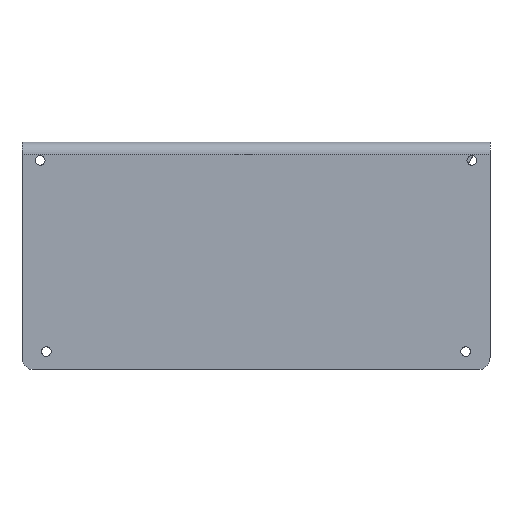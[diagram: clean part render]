
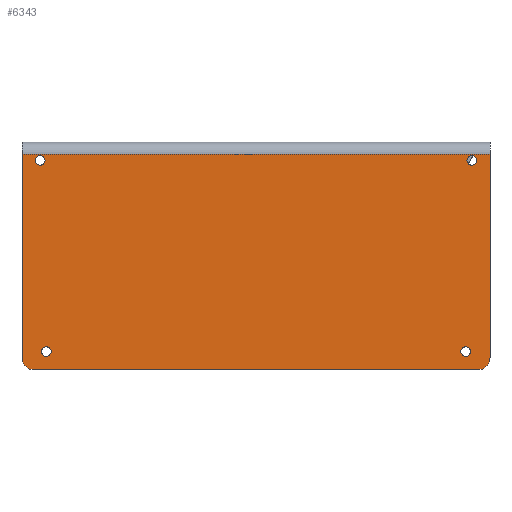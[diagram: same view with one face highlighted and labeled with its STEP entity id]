
A CAD part, front view. The second image highlights one B-rep face of the part: STEP entity #6343.
In plain terms, the highlighted planar face has unit normal (0, -1, 0).
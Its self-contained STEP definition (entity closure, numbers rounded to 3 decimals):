
#121=CIRCLE('',#6500,1.6);
#122=CIRCLE('',#6502,1.6);
#123=CIRCLE('',#6504,1.6);
#124=CIRCLE('',#6506,1.6);
#148=CIRCLE('',#6538,4.);
#150=CIRCLE('',#6543,4.);
#296=FACE_BOUND('',#1063,.T.);
#297=FACE_BOUND('',#1064,.T.);
#298=FACE_BOUND('',#1065,.T.);
#299=FACE_BOUND('',#1066,.T.);
#641=FACE_OUTER_BOUND('',#1062,.T.);
#1062=EDGE_LOOP('',(#5764,#5765,#5766,#5767,#5768,#5769));
#1063=EDGE_LOOP('',(#5770));
#1064=EDGE_LOOP('',(#5771));
#1065=EDGE_LOOP('',(#5772));
#1066=EDGE_LOOP('',(#5773));
#1426=LINE('',#10262,#2163);
#1494=LINE('',#10423,#2231);
#1498=LINE('',#10436,#2235);
#1504=LINE('',#10450,#2241);
#2163=VECTOR('',#7447,10.);
#2231=VECTOR('',#7553,10.);
#2235=VECTOR('',#7565,10.);
#2241=VECTOR('',#7581,10.);
#2861=VERTEX_POINT('',#10227);
#2862=VERTEX_POINT('',#10231);
#2863=VERTEX_POINT('',#10235);
#2864=VERTEX_POINT('',#10239);
#2872=VERTEX_POINT('',#10259);
#2873=VERTEX_POINT('',#10261);
#2947=VERTEX_POINT('',#10421);
#2952=VERTEX_POINT('',#10434);
#2954=VERTEX_POINT('',#10444);
#2955=VERTEX_POINT('',#10448);
#3542=EDGE_CURVE('',#2861,#2861,#121,.T.);
#3544=EDGE_CURVE('',#2862,#2862,#122,.T.);
#3546=EDGE_CURVE('',#2863,#2863,#123,.T.);
#3548=EDGE_CURVE('',#2864,#2864,#124,.T.);
#3559=EDGE_CURVE('',#2873,#2872,#1426,.T.);
#3644=EDGE_CURVE('',#2947,#2872,#1494,.T.);
#3650=EDGE_CURVE('',#2947,#2952,#1498,.T.);
#3655=EDGE_CURVE('',#2954,#2952,#148,.T.);
#3658=EDGE_CURVE('',#2954,#2955,#1504,.T.);
#3661=EDGE_CURVE('',#2873,#2955,#150,.T.);
#5764=ORIENTED_EDGE('',*,*,#3644,.F.);
#5765=ORIENTED_EDGE('',*,*,#3650,.T.);
#5766=ORIENTED_EDGE('',*,*,#3655,.F.);
#5767=ORIENTED_EDGE('',*,*,#3658,.T.);
#5768=ORIENTED_EDGE('',*,*,#3661,.F.);
#5769=ORIENTED_EDGE('',*,*,#3559,.T.);
#5770=ORIENTED_EDGE('',*,*,#3542,.T.);
#5771=ORIENTED_EDGE('',*,*,#3544,.T.);
#5772=ORIENTED_EDGE('',*,*,#3546,.T.);
#5773=ORIENTED_EDGE('',*,*,#3548,.T.);
#6031=PLANE('',#6777);
#6343=ADVANCED_FACE('',(#641,#296,#297,#298,#299),#6031,.T.);
#6500=AXIS2_PLACEMENT_3D('',#10228,#7413,#7414);
#6502=AXIS2_PLACEMENT_3D('',#10232,#7418,#7419);
#6504=AXIS2_PLACEMENT_3D('',#10236,#7423,#7424);
#6506=AXIS2_PLACEMENT_3D('',#10240,#7428,#7429);
#6538=AXIS2_PLACEMENT_3D('',#10445,#7575,#7576);
#6543=AXIS2_PLACEMENT_3D('',#10456,#7589,#7590);
#6777=AXIS2_PLACEMENT_3D('',#11174,#8355,#8356);
#7413=DIRECTION('center_axis',(0.,1.,0.));
#7414=DIRECTION('ref_axis',(1.,0.,0.));
#7418=DIRECTION('center_axis',(0.,1.,0.));
#7419=DIRECTION('ref_axis',(1.,0.,0.));
#7423=DIRECTION('center_axis',(0.,1.,0.));
#7424=DIRECTION('ref_axis',(1.,0.,0.));
#7428=DIRECTION('center_axis',(0.,1.,0.));
#7429=DIRECTION('ref_axis',(1.,0.,0.));
#7447=DIRECTION('',(0.,0.,1.));
#7553=DIRECTION('',(1.,0.,0.));
#7565=DIRECTION('',(0.,0.,-1.));
#7575=DIRECTION('center_axis',(0.,1.,0.));
#7576=DIRECTION('ref_axis',(-0.707,0.,-0.707));
#7581=DIRECTION('',(1.,0.,0.));
#7589=DIRECTION('center_axis',(0.,1.,0.));
#7590=DIRECTION('ref_axis',(0.707,0.,-0.707));
#8355=DIRECTION('center_axis',(0.,-1.,0.));
#8356=DIRECTION('ref_axis',(1.,0.,0.));
#10227=CARTESIAN_POINT('',(24.2,-36.528,1065.418));
#10228=CARTESIAN_POINT('Origin',(25.8,-36.528,1065.418));
#10231=CARTESIAN_POINT('',(22.2,-36.528,1002.338));
#10232=CARTESIAN_POINT('Origin',(23.8,-36.528,1002.338));
#10235=CARTESIAN_POINT('',(-118.246,-36.528,1065.418));
#10236=CARTESIAN_POINT('Origin',(-116.646,-36.528,1065.418));
#10239=CARTESIAN_POINT('',(-116.246,-36.528,1002.338));
#10240=CARTESIAN_POINT('Origin',(-114.646,-36.528,1002.338));
#10259=CARTESIAN_POINT('',(31.8,-36.528,1067.418));
#10261=CARTESIAN_POINT('',(31.8,-36.528,1000.338));
#10262=CARTESIAN_POINT('',(31.8,-36.528,1068.418));
#10421=CARTESIAN_POINT('',(-122.646,-36.528,1067.418));
#10423=CARTESIAN_POINT('',(-84.034,-36.528,1067.418));
#10434=CARTESIAN_POINT('',(-122.646,-36.528,1000.338));
#10436=CARTESIAN_POINT('',(-122.646,-36.528,1068.418));
#10444=CARTESIAN_POINT('',(-118.646,-36.528,996.338));
#10445=CARTESIAN_POINT('Origin',(-118.646,-36.528,1000.338));
#10448=CARTESIAN_POINT('',(27.8,-36.528,996.338));
#10450=CARTESIAN_POINT('',(-6.811,-36.528,996.338));
#10456=CARTESIAN_POINT('Origin',(27.8,-36.528,1000.338));
#11174=CARTESIAN_POINT('Origin',(-122.646,-36.528,1068.418));
